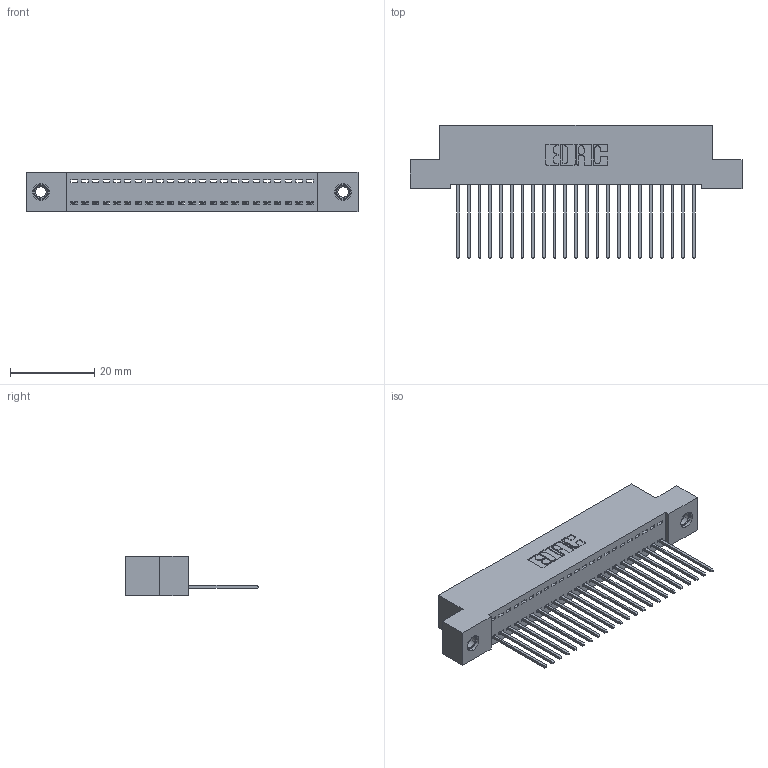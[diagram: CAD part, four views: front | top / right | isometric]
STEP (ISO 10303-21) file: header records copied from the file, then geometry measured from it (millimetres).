
FILE_DESCRIPTION (( 'STEP AP203' ), '1' );
FILE_NAME ('392-023-542-107.STEP', '2018-08-15T13:32:16', ( '' ), ( '' ), 'SwSTEP 2.0', 'SolidWorks 2016', '' );
FILE_SCHEMA (( 'CONFIG_CONTROL_DESIGN' ));
Length unit declared in the file: inch
Products named in the file (4): 342 Part_TI; 345-292-001_345-293-142; 345-250-001_345-250-005-103; 392-023-542-107
Assembly tree (26 placements, depth 2):
  392-023-542-107
    342 Part_TI
    345-292-001_345-293-142  x23
    345-250-001_345-250-005-103  x2
Bounding box: 78.74 x 31.63 x 9.4 mm (x, y, z)
Volume: 6872.4 mm3; surface area: 10081.4 mm2
Topology: 26 solids, 26 shells, 1504 faces, 4483 edges, 2950 vertices
Faces by surface type: plane 1064, cylinder 424, cone 12, torus 4
Entity records: 17590 total; most frequent: CARTESIAN_POINT 3018, ORIENTED_EDGE 2970, DIRECTION 2617, EDGE_CURVE 1485, VECTOR 1337, LINE 1337, VERTEX_POINT 984, AXIS2_PLACEMENT_3D 640
